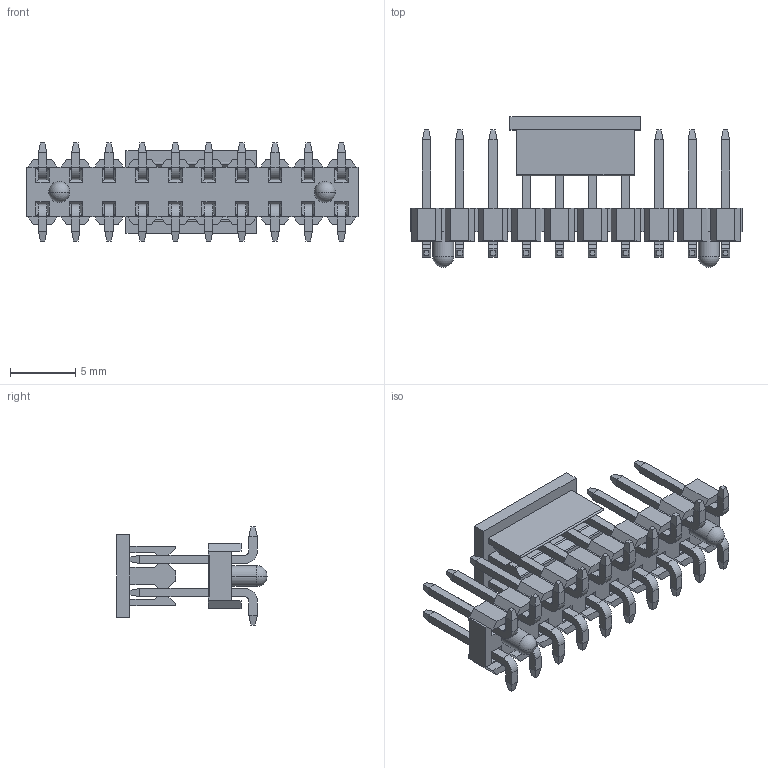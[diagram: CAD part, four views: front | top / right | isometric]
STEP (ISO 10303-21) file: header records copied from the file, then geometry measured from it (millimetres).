
FILE_DESCRIPTION( ('This file contains a STEP AP42 implementation' ,'as created by ZW3D STEP Interface translator.') ,'2;1' );
FILE_NAME( '1125-12XXXXMXXXXXXX(衄翐).stp' ,'23 329.16 426', (''), ('ZWCAD Software Co.'), 'Version 1.0', 'ZW3D to STEP translator', '' );
FILE_SCHEMA(('AUTOMOTIVE_DESIGN { 1 0 10303 214 1 1 1 1 }'));
Length unit declared in the file: millimetre
Products named in the file (2): 0; 1125-1220XXM116XXXX(衄翐)
Bounding box: 25.4 x 11.5 x 7.5 mm (x, y, z)
Volume: 455.7 mm3; surface area: 1485.4 mm2
Topology: 22 solids, 22 shells, 746 faces, 1786 edges, 1094 vertices
Faces by surface type: plane 690, cylinder 52, sphere 4
Entity records: 21679 total; most frequent: CARTESIAN_POINT 3623, ORIENTED_EDGE 3564, DIRECTION 3384, EDGE_CURVE 1782, VECTOR 1674, LINE 1674, VERTEX_POINT 1094, AXIS2_PLACEMENT_3D 855
